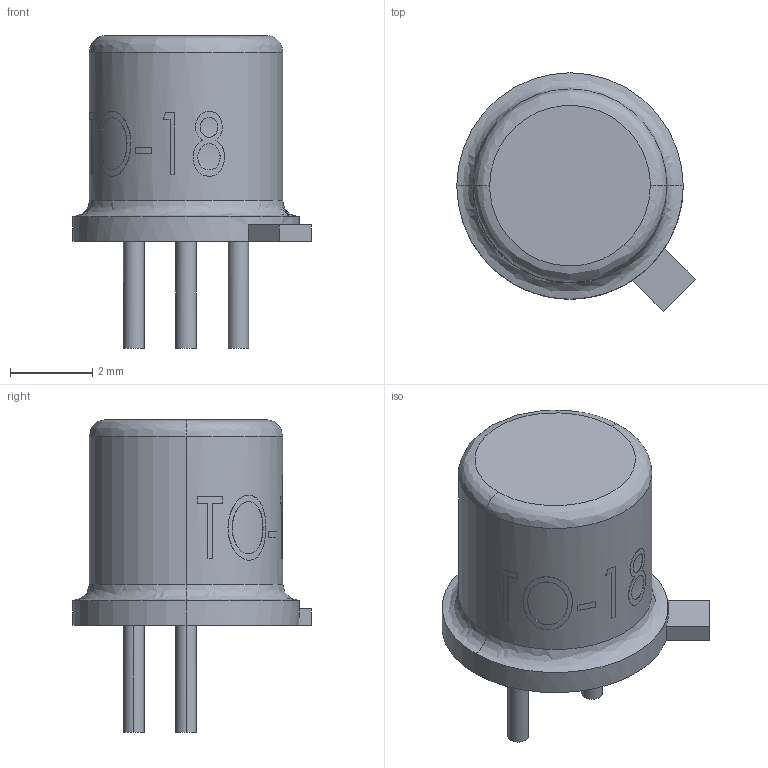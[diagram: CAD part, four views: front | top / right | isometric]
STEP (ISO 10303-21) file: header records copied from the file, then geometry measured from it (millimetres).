
FILE_DESCRIPTION (( 'STEP AP214' ), '1' );
FILE_NAME ('TO-18.STEP', '2015-02-03T13:41:08', ( '' ), ( '' ), 'SwSTEP 2.0', 'SolidWorks 2014', '' );
FILE_SCHEMA (( 'AUTOMOTIVE_DESIGN' ));
Length unit declared in the file: millimetre
Products named in the file (1): TO-18
Bounding box: 5.79 x 5.79 x 7.6 mm (x, y, z)
Volume: 90.4 mm3; surface area: 134.6 mm2
Topology: 1 solids, 1 shells, 76 faces, 185 edges, 119 vertices
Faces by surface type: bspline 32, plane 26, cylinder 18
Entity records: 5157 total; most frequent: CARTESIAN_POINT 3289, ORIENTED_EDGE 366, DIRECTION 222, EDGE_CURVE 183, VERTEX_POINT 119, EDGE_LOOP 86, B_SPLINE_CURVE_WITH_KNOTS 85, AXIS2_PLACEMENT_3D 85
